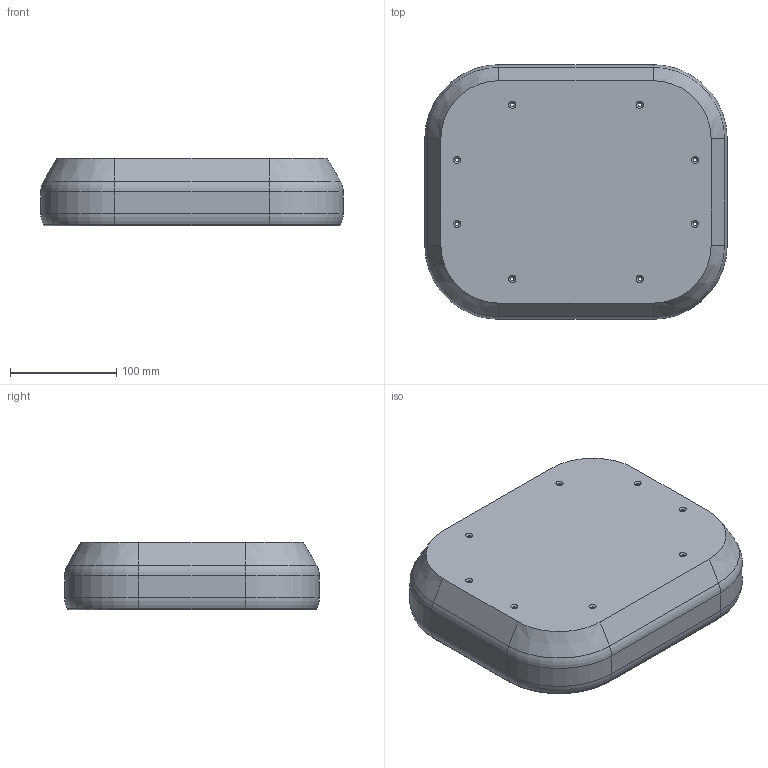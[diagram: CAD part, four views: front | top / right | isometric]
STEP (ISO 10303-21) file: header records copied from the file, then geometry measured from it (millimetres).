
FILE_DESCRIPTION(/* description */ ('STEP AP242','CAx-IF Rec.Pracs.---Representation and Presentation of Product Manufacturing Information (PMI)---4.0---2014-10-13','CAx-IF Rec.Pracs.---3D Tessellated Geometry---0.4---2014-09-14','2;1'),/* implementation_level */ '2;1');
FILE_NAME(/* name */ '68a3fe31d7f3be0d5a4fdd1f',/* time_stamp */ '2025-08-19T04:31:45Z',/* author */ (''),/* organization */ (''),/* preprocessor_version */ 'ST-DEVELOPER v20',/* originating_system */ 'ONSHAPE BY PTC INC, 1.202',/* authorisation */ ' ');
FILE_SCHEMA (('AP242_MANAGED_MODEL_BASED_3D_ENGINEERING_MIM_LF { 1 0 10303 442 1 1 4 }'));
Length unit declared in the file: metre
Products named in the file (1): Lid
Bounding box: 285 x 240 x 63.72 mm (x, y, z)
Volume: 281266.6 mm3; surface area: 221973.1 mm2
Topology: 1 solids, 1 shells, 123 faces, 280 edges, 160 vertices
Faces by surface type: cylinder 44, torus 28, plane 27, cone 24
Full cylindrical faces by diameter (mm): 3.4 x8
Entity records: 3316 total; most frequent: DIRECTION 644, CARTESIAN_POINT 532, ORIENTED_EDGE 512, AXIS2_PLACEMENT_3D 264, EDGE_CURVE 256, EDGE_LOOP 156, FACE_BOUND 156, VERTEX_POINT 152
